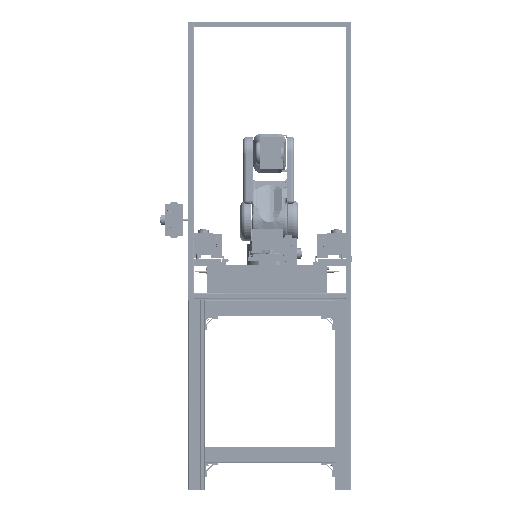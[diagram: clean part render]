
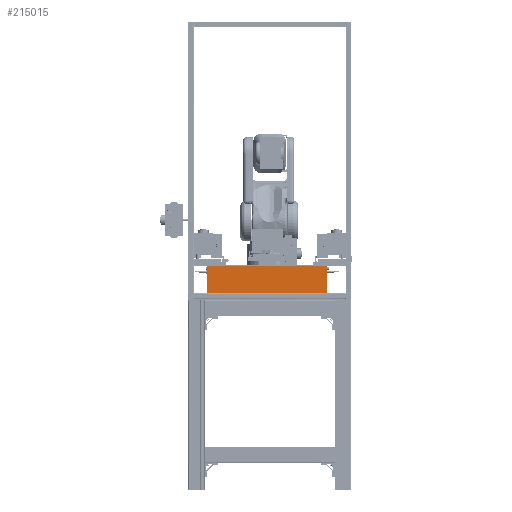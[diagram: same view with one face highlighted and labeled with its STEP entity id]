
A CAD part, front view. The second image highlights one B-rep face of the part: STEP entity #215015.
In plain terms, the highlighted free-form (B-spline) face has degree [1, 1] with [2, 2] control points.
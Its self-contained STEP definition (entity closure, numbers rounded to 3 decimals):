
#214942 = VERTEX_POINT('',#214943);
#214943 = CARTESIAN_POINT('',(-373.91,-452.795,
    3711.884));
#214948 = EDGE_CURVE('',#214949,#214942,#214951,.T.);
#214949 = VERTEX_POINT('',#214950);
#214950 = CARTESIAN_POINT('',(129.663,-452.795,
    3711.884));
#214951 = B_SPLINE_CURVE_WITH_KNOTS('',1,(#214952,#214953),
  .UNSPECIFIED.,.F.,.F.,(2,2),(0.,443.),.PIECEWISE_BEZIER_KNOTS.);
#214952 = CARTESIAN_POINT('',(129.663,-452.795,
    3711.884));
#214953 = CARTESIAN_POINT('',(-373.91,-452.795,
    3711.884));
#215015 = ADVANCED_FACE('',(#215016),#215038,.T.);
#215016 = FACE_BOUND('',#215017,.T.);
#215017 = EDGE_LOOP('',(#215018,#215025,#215026,#215033));
#215018 = ORIENTED_EDGE('',*,*,#215019,.T.);
#215019 = EDGE_CURVE('',#215020,#214949,#215022,.T.);
#215020 = VERTEX_POINT('',#215021);
#215021 = CARTESIAN_POINT('',(129.663,-452.795,
    3597.074));
#215022 = B_SPLINE_CURVE_WITH_KNOTS('',1,(#215023,#215024),
  .UNSPECIFIED.,.F.,.F.,(2,2),(0.,101.),.PIECEWISE_BEZIER_KNOTS.);
#215023 = CARTESIAN_POINT('',(129.663,-452.795,
    3597.074));
#215024 = CARTESIAN_POINT('',(129.663,-452.795,
    3711.884));
#215025 = ORIENTED_EDGE('',*,*,#214948,.T.);
#215026 = ORIENTED_EDGE('',*,*,#215027,.F.);
#215027 = EDGE_CURVE('',#215028,#214942,#215030,.T.);
#215028 = VERTEX_POINT('',#215029);
#215029 = CARTESIAN_POINT('',(-373.91,-452.795,
    3597.074));
#215030 = B_SPLINE_CURVE_WITH_KNOTS('',1,(#215031,#215032),
  .UNSPECIFIED.,.F.,.F.,(2,2),(0.,101.),.PIECEWISE_BEZIER_KNOTS.);
#215031 = CARTESIAN_POINT('',(-373.91,-452.795,
    3597.074));
#215032 = CARTESIAN_POINT('',(-373.91,-452.795,
    3711.884));
#215033 = ORIENTED_EDGE('',*,*,#215034,.F.);
#215034 = EDGE_CURVE('',#215020,#215028,#215035,.T.);
#215035 = B_SPLINE_CURVE_WITH_KNOTS('',1,(#215036,#215037),
  .UNSPECIFIED.,.F.,.F.,(2,2),(0.,443.),.PIECEWISE_BEZIER_KNOTS.);
#215036 = CARTESIAN_POINT('',(129.663,-452.795,
    3597.074));
#215037 = CARTESIAN_POINT('',(-373.91,-452.795,
    3597.074));
#215038 = B_SPLINE_SURFACE_WITH_KNOTS('',1,1,(
    (#215039,#215040)
    ,(#215041,#215042
  )),.UNSPECIFIED.,.F.,.F.,.F.,(2,2),(2,2),(0.,101.),(0.,443.),
  .PIECEWISE_BEZIER_KNOTS.);
#215039 = CARTESIAN_POINT('',(129.663,-452.795,
    3597.074));
#215040 = CARTESIAN_POINT('',(-373.91,-452.795,
    3597.074));
#215041 = CARTESIAN_POINT('',(129.663,-452.795,
    3711.884));
#215042 = CARTESIAN_POINT('',(-373.91,-452.795,
    3711.884));
